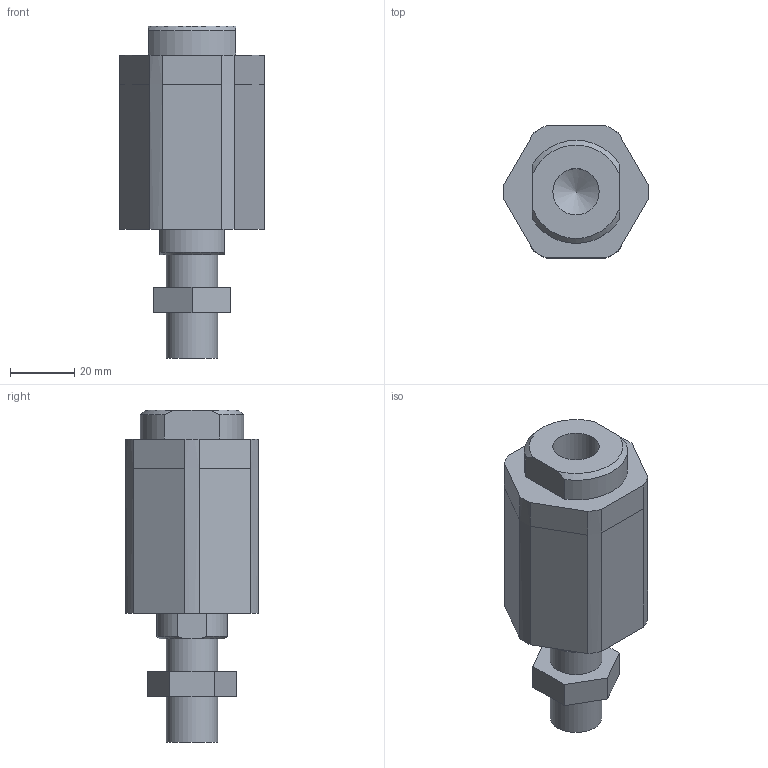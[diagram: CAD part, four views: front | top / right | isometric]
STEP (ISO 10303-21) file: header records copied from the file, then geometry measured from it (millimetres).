
FILE_DESCRIPTION(/* description */ (''),/* implementation_level */ '2;1');
FILE_NAME(/* name */ 'CAD_5470.stp',/* time_stamp */ '2016-06-03T13:15:29+02:00',/* author */ ('Hypex'),/* organization */ ('Hypex'),/* preprocessor_version */ 'ST-DEVELOPER v16.1',/* originating_system */ 'Autodesk Inventor 2016',/* authorisation */ '');
FILE_SCHEMA (('AUTOMOTIVE_DESIGN { 1 0 10303 214 3 1 1 }'));
Length unit declared in the file: millimetre
Products named in the file (1): CAD_5470
Bounding box: 44.98 x 41 x 103 mm (x, y, z)
Volume: 90751.5 mm3; surface area: 15615.2 mm2
Topology: 1 solids, 1 shells, 47 faces, 119 edges, 79 vertices
Faces by surface type: plane 29, cylinder 13, cone 5
Full cylindrical faces by diameter (mm): 14.376 x1, 16 x2
Entity records: 1463 total; most frequent: CARTESIAN_POINT 256, DIRECTION 232, ORIENTED_EDGE 228, EDGE_CURVE 114, VERTEX_POINT 78, AXIS2_PLACEMENT_3D 78, LINE 76, VECTOR 76
